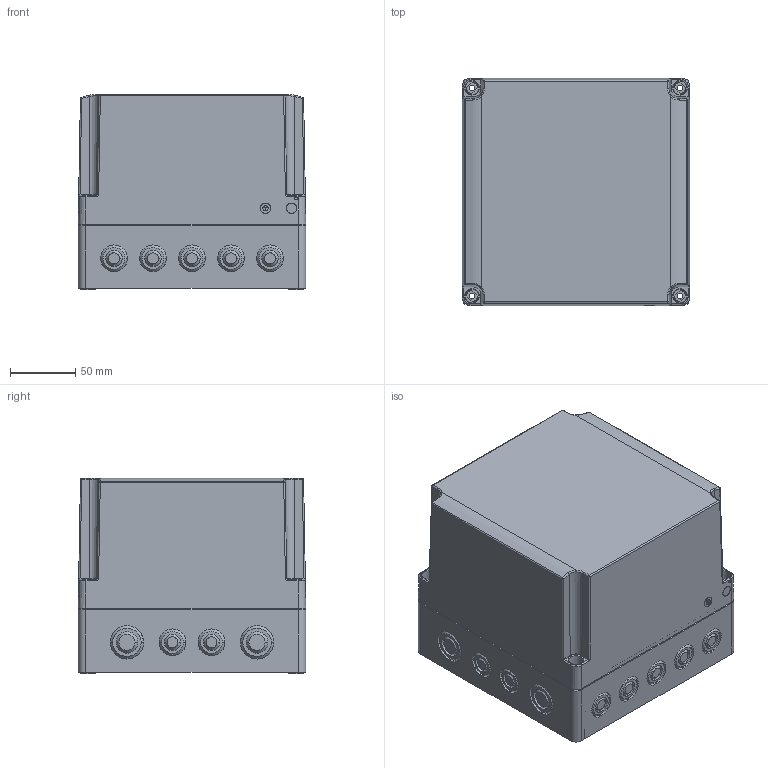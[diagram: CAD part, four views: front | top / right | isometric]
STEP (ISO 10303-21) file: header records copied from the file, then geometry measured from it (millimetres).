
FILE_DESCRIPTION((''),'2;1');
FILE_NAME('SPCM181815G_ASM','2008-12-08T',('pasi_koskela'),(''),'PRO/ENGINEER BY PARAMETRIC TECHNOLOGY CORPORATION, 2008250','PRO/ENGINEER BY PARAMETRIC TECHNOLOGY CORPORATION, 2008250','');
FILE_SCHEMA(('AUTOMOTIVE_DESIGN_CC2 { 1 2 10303 214 -1 1 5 2 }'));
Length unit declared in the file: millimetre
Products named in the file (3): SPCM181805B; SPCG181810L; SPCM181815G_ASM
Assembly tree (2 placements, depth 2):
  SPCM181815G_ASM
    SPCM181805B
    SPCG181810L
Bounding box: 175 x 175 x 150 mm (x, y, z)
Volume: 540685.7 mm3; surface area: 343306.6 mm2
Topology: 2 solids, 2 shells, 1330 faces, 3373 edges, 2156 vertices
Faces by surface type: plane 720, cone 254, cylinder 244, bspline 64, torus 40, sphere 8
Entity records: 58589 total; most frequent: CARTESIAN_POINT 18839, ORIENTED_EDGE 6740, DIRECTION 6252, EDGE_CURVE 3370, PRESENTATION_STYLE_ASSIGNMENT 2634, STYLED_ITEM 2634, CURVE_STYLE 2633, VERTEX_POINT 2154
